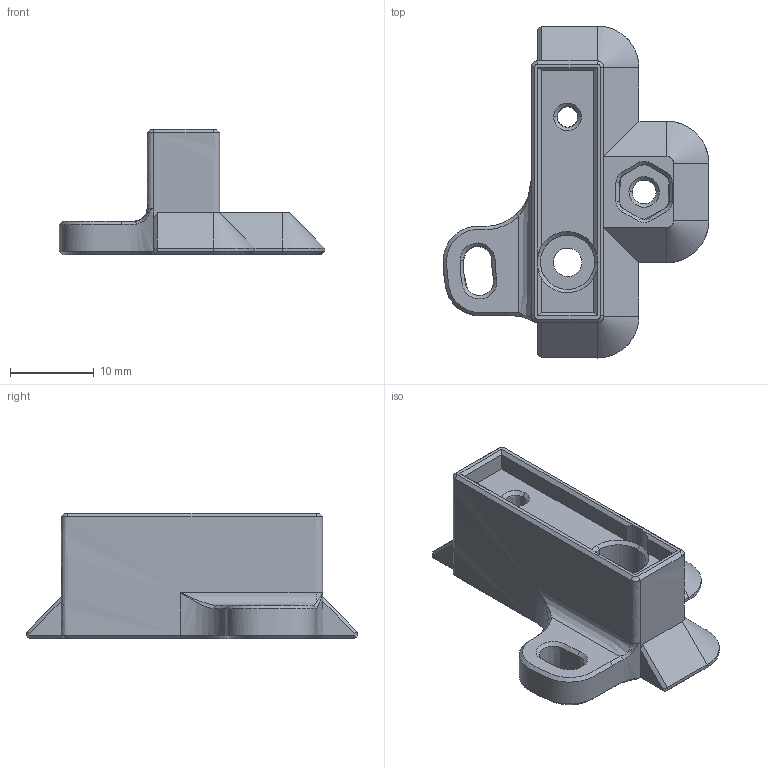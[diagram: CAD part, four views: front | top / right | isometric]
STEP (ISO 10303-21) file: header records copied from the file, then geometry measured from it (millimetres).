
FILE_DESCRIPTION(/* description */ (''),/* implementation_level */ '2;1');
FILE_NAME(/* name */ 'BRUSHS~1',/* time_stamp */ '2025-01-28T19:40:10+01:00',/* author */ (''),/* organization */ (''),/* preprocessor_version */ 'ST-DEVELOPER v15',/* originating_system */ '',/* authorisation */ '');
FILE_SCHEMA (('AUTOMOTIVE_DESIGN'));
Length unit declared in the file: millimetre
Products named in the file (1): Document
Bounding box: 31.74 x 39.7 x 15 mm (x, y, z)
Volume: 4570.7 mm3; surface area: 3142.4 mm2
Topology: 1 solids, 1 shells, 154 faces, 386 edges, 232 vertices
Faces by surface type: bspline 110, plane 44
Entity records: 6416 total; most frequent: CARTESIAN_POINT 4015, ORIENTED_EDGE 764, EDGE_CURVE 382, B_SPLINE_CURVE_WITH_KNOTS 302, VERTEX_POINT 232, EDGE_LOOP 164, ADVANCED_FACE 154, FACE_OUTER_BOUND 154
